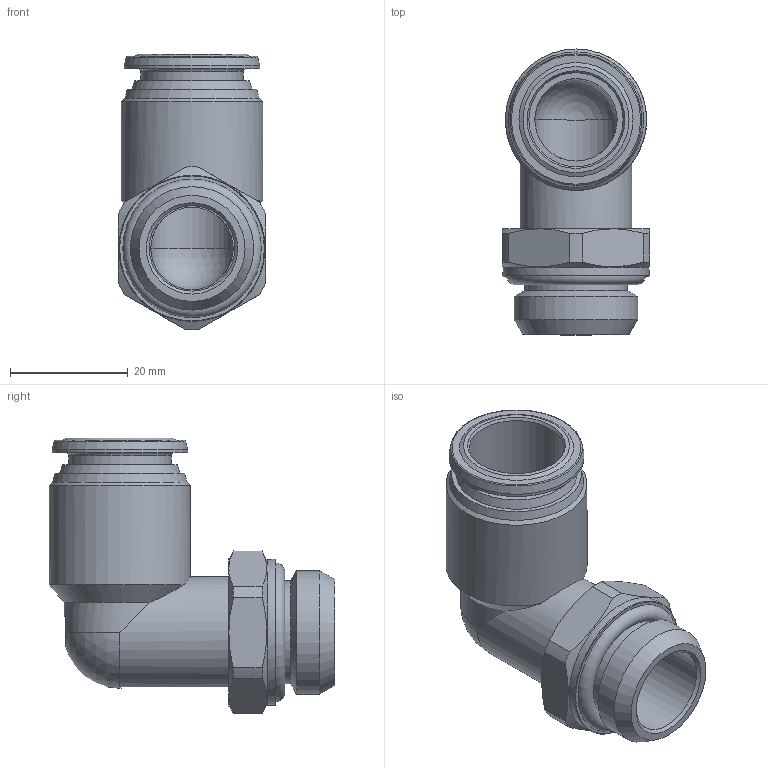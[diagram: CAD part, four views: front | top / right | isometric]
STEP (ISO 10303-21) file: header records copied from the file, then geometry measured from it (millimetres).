
FILE_DESCRIPTION(/* description */ ('STEP AP214'),/* implementation_level */ '2;1');
FILE_NAME(/* name */ '8085690_NPQR-L-G12-Q16',/* time_stamp */ '2024-09-10T12:38:41+02:00',/* author */ ('License CC BY-ND 4.0'),/* organization */ ('CADENAS'),/* preprocessor_version */ 'ST-DEVELOPER v19.3',/* originating_system */ 'PARTsolutions',/* authorisation */ ' ');
FILE_SCHEMA (('AUTOMOTIVE_DESIGN {1 0 10303 214 3 1 1}'));
Length unit declared in the file: millimetre
Products named in the file (1): 8085690 NPQR-L-G12-Q16---(high)
Bounding box: 25 x 48.5 x 46.85 mm (x, y, z)
Volume: 13394.9 mm3; surface area: 9086.5 mm2
Topology: 1 solids, 1 shells, 61 faces, 133 edges, 81 vertices
Faces by surface type: plane 20, cylinder 18, cone 18, torus 3, sphere 2
Full cylindrical faces by diameter (mm): 14 x2, 14.5 x1, 16 x1, 17.4 x1, 17.5 x1, 19 x1, 20.955 x1, 23 x1, 24 x1, 24.8 x1
Entity records: 1991 total; most frequent: CARTESIAN_POINT 320, DIRECTION 269, ORIENTED_EDGE 206, AXIS2_PLACEMENT_3D 125, EDGE_CURVE 103, EDGE_LOOP 96, FACE_BOUND 96, VERTEX_POINT 77
